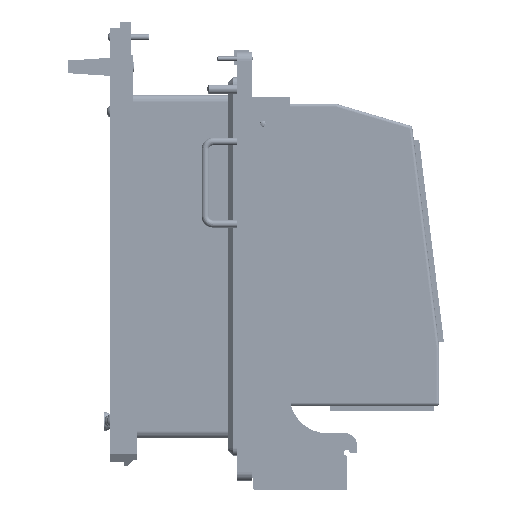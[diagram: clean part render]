
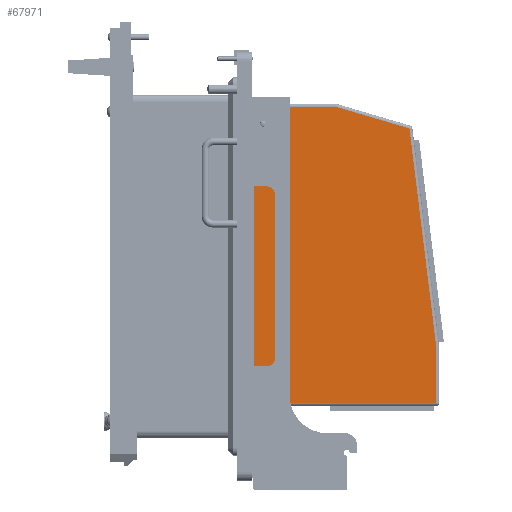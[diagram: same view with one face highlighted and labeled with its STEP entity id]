
A CAD part, left-side view. The second image highlights one B-rep face of the part: STEP entity #67971.
In plain terms, the highlighted planar face has unit normal (-1, 0, 0).
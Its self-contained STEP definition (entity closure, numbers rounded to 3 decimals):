
#267 = CARTESIAN_POINT ( 'NONE',  ( -75.5, 69.289, 99. ) ) ;
#957 = DIRECTION ( 'NONE',  ( 0., 0., -1. ) ) ;
#3466 = LINE ( 'NONE', #4078, #95224 ) ;
#4078 = CARTESIAN_POINT ( 'NONE',  ( -75.5, 129., -99. ) ) ;
#5808 = ORIENTED_EDGE ( 'NONE', *, *, #78269, .T. ) ;
#7039 = EDGE_LOOP ( 'NONE', ( #61905, #53347, #107520, #5808, #95718, #31745 ) ) ;
#7708 = CARTESIAN_POINT ( 'NONE',  ( -75.5, 129., 101. ) ) ;
#9637 = EDGE_CURVE ( 'NONE', #118194, #85716, #28049, .T. ) ;
#11197 = VECTOR ( 'NONE', #72640, 1000. ) ;
#17602 = EDGE_CURVE ( 'NONE', #89726, #118194, #3466, .T. ) ;
#23337 = VERTEX_POINT ( 'NONE', #267 ) ;
#28049 = LINE ( 'NONE', #65440, #120200 ) ;
#28792 = VERTEX_POINT ( 'NONE', #89746 ) ;
#31745 = ORIENTED_EDGE ( 'NONE', *, *, #57153, .T. ) ;
#33508 = CARTESIAN_POINT ( 'NONE',  ( -75.5, 124., -99. ) ) ;
#35225 = CARTESIAN_POINT ( 'NONE',  ( -75.5, 129., 99. ) ) ;
#35819 = LINE ( 'NONE', #35225, #11197 ) ;
#35883 = FACE_OUTER_BOUND ( 'NONE', #7039, .T. ) ;
#44544 = EDGE_CURVE ( 'NONE', #28792, #23337, #94774, .T. ) ;
#45082 = DIRECTION ( 'NONE',  ( 1., 0., 0. ) ) ;
#48512 = LINE ( 'NONE', #74900, #80506 ) ;
#53254 = VECTOR ( 'NONE', #85614, 1000. ) ;
#53347 = ORIENTED_EDGE ( 'NONE', *, *, #17602, .T. ) ;
#53836 = LINE ( 'NONE', #120583, #59132 ) ;
#57153 = EDGE_CURVE ( 'NONE', #23337, #57257, #35819, .T. ) ;
#57257 = VERTEX_POINT ( 'NONE', #95234 ) ;
#59132 = VECTOR ( 'NONE', #101044, 1000. ) ;
#59521 = CARTESIAN_POINT ( 'NONE',  ( -75.5, 2., -62.009 ) ) ;
#61905 = ORIENTED_EDGE ( 'NONE', *, *, #89413, .F. ) ;
#65440 = CARTESIAN_POINT ( 'NONE',  ( -75.5, 2., -61.887 ) ) ;
#67971 = ADVANCED_FACE ( 'NONE', ( #35883 ), #111232, .F. ) ;
#72501 = CARTESIAN_POINT ( 'NONE',  ( -75.5, 2., -99. ) ) ;
#72640 = DIRECTION ( 'NONE',  ( 0., 1., 0. ) ) ;
#74900 = CARTESIAN_POINT ( 'NONE',  ( -75.5, 23.604, 113.941 ) ) ;
#78269 = EDGE_CURVE ( 'NONE', #85716, #28792, #48512, .T. ) ;
#80506 = VECTOR ( 'NONE', #104863, 1000. ) ;
#85614 = DIRECTION ( 'NONE',  ( 0., 0.959, 0.283 ) ) ;
#85716 = VERTEX_POINT ( 'NONE', #59521 ) ;
#89413 = EDGE_CURVE ( 'NONE', #89726, #57257, #53836, .T. ) ;
#89726 = VERTEX_POINT ( 'NONE', #33508 ) ;
#89746 = CARTESIAN_POINT ( 'NONE',  ( -75.5, 19.983, 84.453 ) ) ;
#92997 = AXIS2_PLACEMENT_3D ( 'NONE', #7708, #45082, #957 ) ;
#94774 = LINE ( 'NONE', #112531, #53254 ) ;
#95224 = VECTOR ( 'NONE', #115606, 1000. ) ;
#95234 = CARTESIAN_POINT ( 'NONE',  ( -75.5, 124., 99. ) ) ;
#95718 = ORIENTED_EDGE ( 'NONE', *, *, #44544, .T. ) ;
#101044 = DIRECTION ( 'NONE',  ( 0., 0., 1. ) ) ;
#102830 = DIRECTION ( 'NONE',  ( 0., 0., 1. ) ) ;
#104863 = DIRECTION ( 'NONE',  ( 0., 0.122, 0.993 ) ) ;
#107520 = ORIENTED_EDGE ( 'NONE', *, *, #9637, .T. ) ;
#111232 = PLANE ( 'NONE',  #92997 ) ;
#112531 = CARTESIAN_POINT ( 'NONE',  ( -75.5, 124.761, 115.366 ) ) ;
#115606 = DIRECTION ( 'NONE',  ( 0., -1., 0. ) ) ;
#118194 = VERTEX_POINT ( 'NONE', #72501 ) ;
#120200 = VECTOR ( 'NONE', #102830, 1000. ) ;
#120583 = CARTESIAN_POINT ( 'NONE',  ( -75.5, 124., 101. ) ) ;
